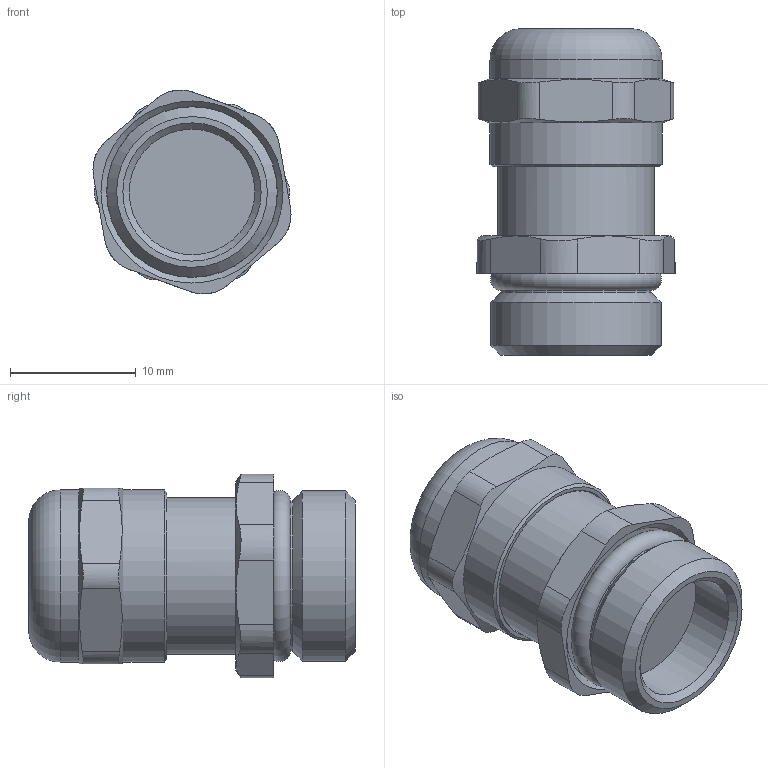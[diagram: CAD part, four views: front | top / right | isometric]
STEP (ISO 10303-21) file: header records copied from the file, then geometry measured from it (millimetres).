
FILE_DESCRIPTION(/* description */ (''),/* implementation_level */ '2;1');
FILE_NAME(/* name */ '',/* time_stamp */ '2025-07-01T15:41:11+07:00',/* author */ ('zeta-86'),/* organization */ (''),/* preprocessor_version */ 'ST-DEVELOPER v19.2',/* originating_system */ 'Autodesk Inventor 2024',/* authorisation */ '');
FILE_SCHEMA (('AUTOMOTIVE_DESIGN { 1 0 10303 214 3 1 1 }'));
Length unit declared in the file: millimetre
Products named in the file (1): Деталь1
Bounding box: 15.76 x 26 x 16.24 mm (x, y, z)
Volume: 3417.2 mm3; surface area: 1759.6 mm2
Topology: 1 solids, 1 shells, 57 faces, 138 edges, 89 vertices
Faces by surface type: plane 20, cylinder 20, cone 14, torus 3
Full cylindrical faces by diameter (mm): 7.2 x1, 10 x1, 12 x2, 12.5 x1, 13.572 x1, 13.7 x2
Entity records: 1811 total; most frequent: CARTESIAN_POINT 497, ORIENTED_EDGE 276, DIRECTION 258, EDGE_CURVE 138, AXIS2_PLACEMENT_3D 106, VERTEX_POINT 89, EDGE_LOOP 63, FACE_OUTER_BOUND 57
